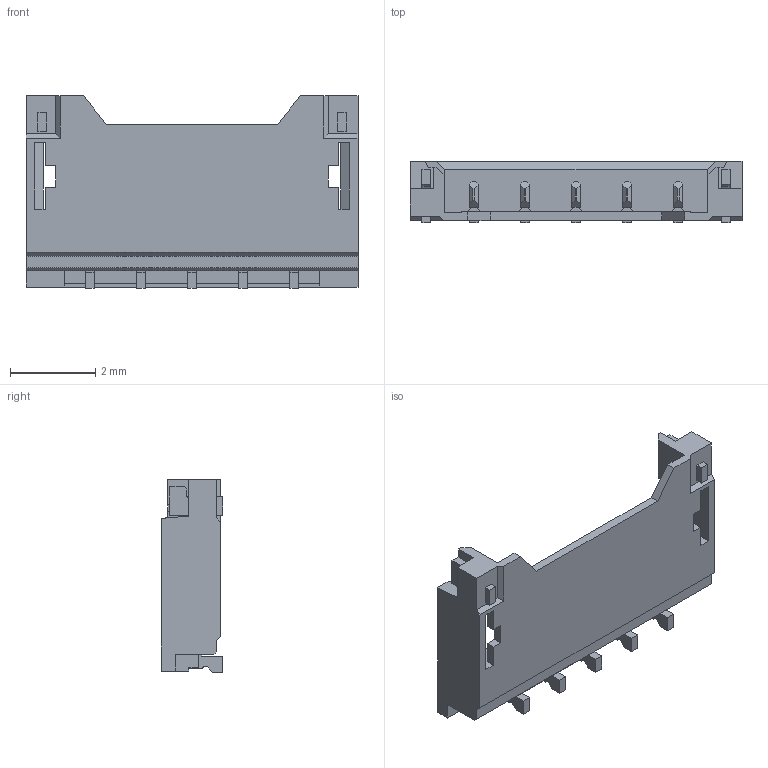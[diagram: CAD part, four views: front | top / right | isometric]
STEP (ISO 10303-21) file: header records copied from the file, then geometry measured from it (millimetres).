
FILE_DESCRIPTION(/* description */ (''),/* implementation_level */ '2;1');
FILE_NAME(/* name */ 'Molex_Ezmate_Pico_Socket_5pin v1.step',/* time_stamp */ '2024-06-19T19:08:20-06:00',/* author */ (''),/* organization */ (''),/* preprocessor_version */ 'ST-DEVELOPER v20',/* originating_system */ 'Autodesk Translation Framework v13.14.0.145',/* authorisation */ '');
FILE_SCHEMA (('AUTOMOTIVE_DESIGN { 1 0 10303 214 3 1 1 }'));
Length unit declared in the file: metre
Products named in the file (1): Molex_Ezmate_Pico_Socket_5pin
Bounding box: 7.8 x 1.45 x 4.53 mm (x, y, z)
Volume: 15.9 mm3; surface area: 120.8 mm2
Topology: 1 solids, 1 shells, 257 faces, 736 edges, 484 vertices
Faces by surface type: plane 250, cylinder 7
Entity records: 8309 total; most frequent: CARTESIAN_POINT 1478, ORIENTED_EDGE 1472, DIRECTION 1266, EDGE_CURVE 736, LINE 722, VECTOR 722, VERTEX_POINT 484, AXIS2_PLACEMENT_3D 272
